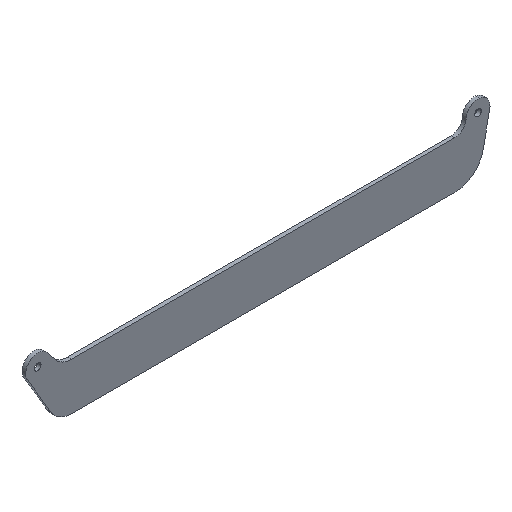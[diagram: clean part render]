
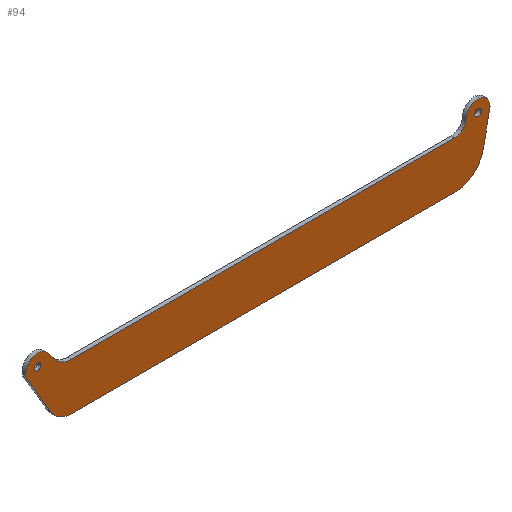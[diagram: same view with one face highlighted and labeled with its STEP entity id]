
A CAD part, isometric view. The second image highlights one B-rep face of the part: STEP entity #94.
In plain terms, the highlighted planar face has unit normal (0, -1, 0).
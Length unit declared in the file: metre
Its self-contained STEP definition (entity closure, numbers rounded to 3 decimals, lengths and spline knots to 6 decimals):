
#3 = VERTEX_POINT ( 'NONE', #400 ) ;
#4 = DIRECTION ( 'NONE',  ( 0., 1., 0. ) ) ;
#10 = EDGE_CURVE ( 'NONE', #3, #359, #251, .T. ) ;
#11 = FACE_BOUND ( 'NONE', #268, .T. ) ;
#13 = CARTESIAN_POINT ( 'NONE',  ( 0.01532, 0., -0.00464 ) ) ;
#14 = DIRECTION ( 'NONE',  ( 1., 0., 0. ) ) ;
#20 = EDGE_CURVE ( 'NONE', #440, #427, #322, .T. ) ;
#21 = DIRECTION ( 'NONE',  ( 0., 0., -1. ) ) ;
#24 = ORIENTED_EDGE ( 'NONE', *, *, #155, .F. ) ;
#25 = CARTESIAN_POINT ( 'NONE',  ( 0.205339, 0., -0.001092 ) ) ;
#30 = CARTESIAN_POINT ( 'NONE',  ( 0.2, 0., 0. ) ) ;
#39 = CARTESIAN_POINT ( 'NONE',  ( 0.006087, 0., -0.020881 ) ) ;
#43 = CARTESIAN_POINT ( 'NONE',  ( 0.0015, 0., 0. ) ) ;
#48 = EDGE_CURVE ( 'NONE', #86, #547, #616, .T. ) ;
#49 = LINE ( 'NONE', #13, #545 ) ;
#54 = ORIENTED_EDGE ( 'NONE', *, *, #643, .F. ) ;
#55 = CARTESIAN_POINT ( 'NONE',  ( 0.01532, 0., -0.026129 ) ) ;
#59 = DIRECTION ( 'NONE',  ( 0., 1., 0. ) ) ;
#64 = ORIENTED_EDGE ( 'NONE', *, *, #20, .T. ) ;
#67 = CARTESIAN_POINT ( 'NONE',  ( 0.01532, 0., 0.004863 ) ) ;
#70 = CARTESIAN_POINT ( 'NONE',  ( 0.1985, 0., 0. ) ) ;
#71 = DIRECTION ( 'NONE',  ( -0.999, 0., 0.041 ) ) ;
#77 = ORIENTED_EDGE ( 'NONE', *, *, #163, .F. ) ;
#86 = VERTEX_POINT ( 'NONE', #554 ) ;
#94 = ADVANCED_FACE ( 'NONE', ( #257, #11, #626 ), #470, .F. ) ;
#99 = AXIS2_PLACEMENT_3D ( 'NONE', #253, #417, #14 ) ;
#107 = CIRCLE ( 'NONE', #478, 0.009504 ) ;
#108 = CARTESIAN_POINT ( 'NONE',  ( 0.01532, 0., -0.00464 ) ) ;
#109 = DIRECTION ( 'NONE',  ( 1., 0., 0. ) ) ;
#113 = EDGE_CURVE ( 'NONE', #427, #440, #294, .T. ) ;
#117 = DIRECTION ( 'NONE',  ( 0., -1., 0. ) ) ;
#121 = LINE ( 'NONE', #420, #565 ) ;
#124 = VERTEX_POINT ( 'NONE', #571 ) ;
#125 = CARTESIAN_POINT ( 'NONE',  ( 0.01532, 0., -0.015385 ) ) ;
#132 = CARTESIAN_POINT ( 'NONE',  ( 0.189482, 0., -0.012975 ) ) ;
#134 = DIRECTION ( 'NONE',  ( 0.631, 0., -0.776 ) ) ;
#138 = EDGE_CURVE ( 'NONE', #296, #222, #107, .T. ) ;
#152 = VERTEX_POINT ( 'NONE', #621 ) ;
#154 = EDGE_CURVE ( 'NONE', #152, #176, #121, .T. ) ;
#155 = EDGE_CURVE ( 'NONE', #484, #510, #654, .T. ) ;
#163 = EDGE_CURVE ( 'NONE', #510, #124, #500, .T. ) ;
#164 = DIRECTION ( 'NONE',  ( 0., 1., 0. ) ) ;
#165 = CARTESIAN_POINT ( 'NONE',  ( 0.189482, 0., 0.000436 ) ) ;
#169 = DIRECTION ( 'NONE',  ( 0., 0., 1. ) ) ;
#172 = DIRECTION ( 'NONE',  ( 0.98, 0., -0.2 ) ) ;
#176 = VERTEX_POINT ( 'NONE', #55 ) ;
#181 = DIRECTION ( 'NONE',  ( 0., 1., 0. ) ) ;
#182 = VERTEX_POINT ( 'NONE', #204 ) ;
#189 = VECTOR ( 'NONE', #134, 1. ) ;
#194 = DIRECTION ( 'NONE',  ( 1., 0., 0. ) ) ;
#201 = ORIENTED_EDGE ( 'NONE', *, *, #113, .T. ) ;
#204 = CARTESIAN_POINT ( 'NONE',  ( 0.20237, 0., -0.015611 ) ) ;
#208 = CARTESIAN_POINT ( 'NONE',  ( 0.189482, 0., -0.00464 ) ) ;
#209 = AXIS2_PLACEMENT_3D ( 'NONE', #247, #562, #300 ) ;
#213 = DIRECTION ( 'NONE',  ( 1., 0., 0. ) ) ;
#216 = CARTESIAN_POINT ( 'NONE',  ( 0.205339, 0., -0.001092 ) ) ;
#221 = AXIS2_PLACEMENT_3D ( 'NONE', #558, #252, #405 ) ;
#222 = VERTEX_POINT ( 'NONE', #108 ) ;
#223 = DIRECTION ( 'NONE',  ( 0., 1., 0. ) ) ;
#233 = EDGE_CURVE ( 'NONE', #504, #3, #358, .T. ) ;
#235 = ORIENTED_EDGE ( 'NONE', *, *, #539, .F. ) ;
#246 = EDGE_CURVE ( 'NONE', #124, #541, #644, .T. ) ;
#247 = CARTESIAN_POINT ( 'NONE',  ( 0., 0., 0. ) ) ;
#251 = CIRCLE ( 'NONE', #209, 0.00545 ) ;
#252 = DIRECTION ( 'NONE',  ( 0., 1., 0. ) ) ;
#253 = CARTESIAN_POINT ( 'NONE',  ( 0., 0., 0. ) ) ;
#256 = CARTESIAN_POINT ( 'NONE',  ( -0.0015, 0., 0. ) ) ;
#257 = FACE_BOUND ( 'NONE', #280, .T. ) ;
#268 = EDGE_LOOP ( 'NONE', ( #273, #612 ) ) ;
#269 = EDGE_CURVE ( 'NONE', #182, #152, #607, .T. ) ;
#273 = ORIENTED_EDGE ( 'NONE', *, *, #48, .T. ) ;
#278 = EDGE_CURVE ( 'NONE', #541, #182, #283, .T. ) ;
#280 = EDGE_LOOP ( 'NONE', ( #201, #64 ) ) ;
#282 = AXIS2_PLACEMENT_3D ( 'NONE', #125, #164, #21 ) ;
#283 = LINE ( 'NONE', #25, #563 ) ;
#294 = CIRCLE ( 'NONE', #99, 0.0015 ) ;
#296 = VERTEX_POINT ( 'NONE', #436 ) ;
#300 = DIRECTION ( 'NONE',  ( -0.859, 0., -0.512 ) ) ;
#301 = AXIS2_PLACEMENT_3D ( 'NONE', #132, #181, #172 ) ;
#308 = VECTOR ( 'NONE', #526, 1. ) ;
#322 = CIRCLE ( 'NONE', #221, 0.0015 ) ;
#340 = EDGE_CURVE ( 'NONE', #359, #296, #591, .T. ) ;
#343 = EDGE_LOOP ( 'NONE', ( #474, #54, #585, #421, #595, #383, #77, #24, #235, #388, #363, #406 ) ) ;
#357 = AXIS2_PLACEMENT_3D ( 'NONE', #165, #511, #71 ) ;
#358 = LINE ( 'NONE', #589, #308 ) ;
#359 = VERTEX_POINT ( 'NONE', #594 ) ;
#362 = DIRECTION ( 'NONE',  ( -1., 0., 0. ) ) ;
#363 = ORIENTED_EDGE ( 'NONE', *, *, #340, .F. ) ;
#366 = DIRECTION ( 'NONE',  ( -0.999, 0., 0.041 ) ) ;
#371 = CARTESIAN_POINT ( 'NONE',  ( 0.2, 0., 0. ) ) ;
#382 = DIRECTION ( 'NONE',  ( 0., 1., 0. ) ) ;
#383 = ORIENTED_EDGE ( 'NONE', *, *, #246, .F. ) ;
#388 = ORIENTED_EDGE ( 'NONE', *, *, #138, .F. ) ;
#392 = CIRCLE ( 'NONE', #282, 0.010744 ) ;
#394 = AXIS2_PLACEMENT_3D ( 'NONE', #460, #4, #194 ) ;
#400 = CARTESIAN_POINT ( 'NONE',  ( -0.004683, 0., -0.002788 ) ) ;
#404 = AXIS2_PLACEMENT_3D ( 'NONE', #30, #382, #483 ) ;
#405 = DIRECTION ( 'NONE',  ( 1., 0., 0. ) ) ;
#406 = ORIENTED_EDGE ( 'NONE', *, *, #10, .F. ) ;
#417 = DIRECTION ( 'NONE',  ( 0., 1., 0. ) ) ;
#420 = CARTESIAN_POINT ( 'NONE',  ( 0.189482, 0., -0.026129 ) ) ;
#421 = ORIENTED_EDGE ( 'NONE', *, *, #269, .F. ) ;
#424 = AXIS2_PLACEMENT_3D ( 'NONE', #513, #473, #109 ) ;
#427 = VERTEX_POINT ( 'NONE', #43 ) ;
#436 = CARTESIAN_POINT ( 'NONE',  ( 0.007946, 0., -0.001133 ) ) ;
#440 = VERTEX_POINT ( 'NONE', #256 ) ;
#460 = CARTESIAN_POINT ( 'NONE',  ( 0.2, 0., 0. ) ) ;
#470 = PLANE ( 'NONE',  #424 ) ;
#473 = DIRECTION ( 'NONE',  ( 0., 1., 0. ) ) ;
#474 = ORIENTED_EDGE ( 'NONE', *, *, #233, .F. ) ;
#477 = AXIS2_PLACEMENT_3D ( 'NONE', #371, #223, #213 ) ;
#478 = AXIS2_PLACEMENT_3D ( 'NONE', #67, #117, #169 ) ;
#483 = DIRECTION ( 'NONE',  ( -0.999, 0., 0.041 ) ) ;
#484 = VERTEX_POINT ( 'NONE', #208 ) ;
#488 = DIRECTION ( 'NONE',  ( -0.2, 0., -0.98 ) ) ;
#500 = CIRCLE ( 'NONE', #587, 0.00545 ) ;
#504 = VERTEX_POINT ( 'NONE', #39 ) ;
#510 = VERTEX_POINT ( 'NONE', #659 ) ;
#511 = DIRECTION ( 'NONE',  ( 0., -1., 0. ) ) ;
#513 = CARTESIAN_POINT ( 'NONE',  ( 0.1, 0., -0.010339 ) ) ;
#520 = CARTESIAN_POINT ( 'NONE',  ( 0.2, 0., 0. ) ) ;
#526 = DIRECTION ( 'NONE',  ( -0.512, 0., 0.859 ) ) ;
#539 = EDGE_CURVE ( 'NONE', #222, #484, #49, .T. ) ;
#541 = VERTEX_POINT ( 'NONE', #216 ) ;
#545 = VECTOR ( 'NONE', #588, 1. ) ;
#547 = VERTEX_POINT ( 'NONE', #70 ) ;
#554 = CARTESIAN_POINT ( 'NONE',  ( 0.2015, 0., 0. ) ) ;
#558 = CARTESIAN_POINT ( 'NONE',  ( 0., 0., 0. ) ) ;
#562 = DIRECTION ( 'NONE',  ( 0., 1., 0. ) ) ;
#563 = VECTOR ( 'NONE', #488, 1. ) ;
#565 = VECTOR ( 'NONE', #362, 1. ) ;
#571 = CARTESIAN_POINT ( 'NONE',  ( 0.200661, 0., 0.00541 ) ) ;
#581 = EDGE_CURVE ( 'NONE', #547, #86, #627, .T. ) ;
#585 = ORIENTED_EDGE ( 'NONE', *, *, #154, .F. ) ;
#587 = AXIS2_PLACEMENT_3D ( 'NONE', #520, #59, #366 ) ;
#588 = DIRECTION ( 'NONE',  ( 1., 0., 0. ) ) ;
#589 = CARTESIAN_POINT ( 'NONE',  ( 0.006087, 0., -0.020881 ) ) ;
#591 = LINE ( 'NONE', #648, #189 ) ;
#594 = CARTESIAN_POINT ( 'NONE',  ( 0.004228, 0., 0.003439 ) ) ;
#595 = ORIENTED_EDGE ( 'NONE', *, *, #278, .F. ) ;
#607 = CIRCLE ( 'NONE', #301, 0.013154 ) ;
#612 = ORIENTED_EDGE ( 'NONE', *, *, #581, .T. ) ;
#616 = CIRCLE ( 'NONE', #394, 0.0015 ) ;
#621 = CARTESIAN_POINT ( 'NONE',  ( 0.189482, 0., -0.026129 ) ) ;
#626 = FACE_OUTER_BOUND ( 'NONE', #343, .T. ) ;
#627 = CIRCLE ( 'NONE', #477, 0.0015 ) ;
#643 = EDGE_CURVE ( 'NONE', #176, #504, #392, .T. ) ;
#644 = CIRCLE ( 'NONE', #404, 0.00545 ) ;
#648 = CARTESIAN_POINT ( 'NONE',  ( 0.004228, 0., 0.003439 ) ) ;
#654 = CIRCLE ( 'NONE', #357, 0.005077 ) ;
#659 = CARTESIAN_POINT ( 'NONE',  ( 0.194555, 0., 0.000226 ) ) ;
